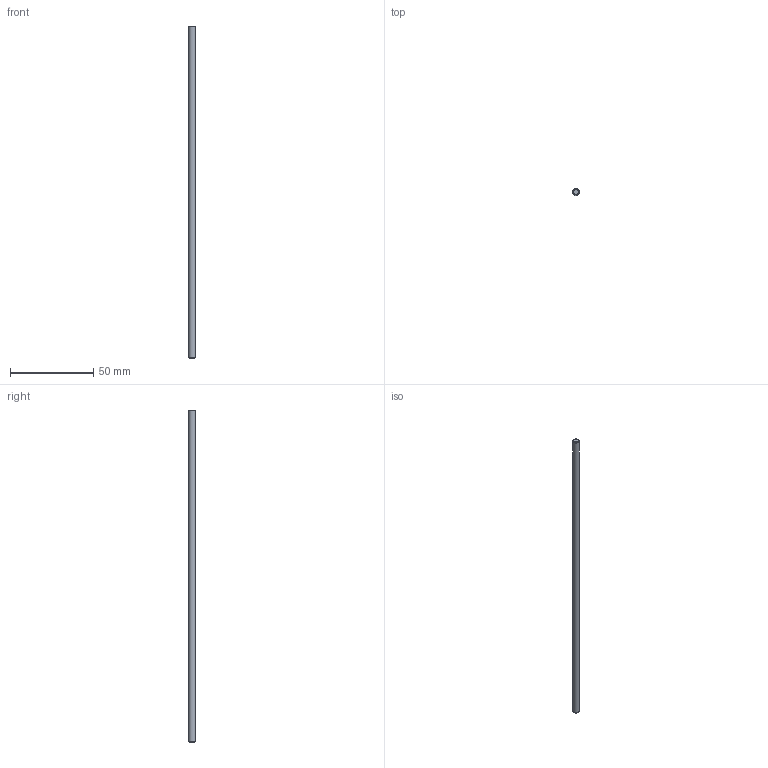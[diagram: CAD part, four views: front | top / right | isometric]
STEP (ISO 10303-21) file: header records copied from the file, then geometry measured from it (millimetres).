
FILE_DESCRIPTION(('FreeCAD Model'),'2;1');
FILE_NAME( 'Rod_200.step', '2021-07-27T15:06:57',('Author'),(''), 'Open CASCADE STEP processor 7.3','FreeCAD','Unknown');
FILE_SCHEMA(('AUTOMOTIVE_DESIGN { 1 0 10303 214 1 1 1 1 }'));
Length unit declared in the file: millimetre
Products named in the file (1): MetalRod1
Bounding box: 4 x 4 x 200 mm (x, y, z)
Volume: 2512 mm3; surface area: 2532.8 mm2
Topology: 1 solids, 1 shells, 5 faces, 7 edges, 4 vertices
Faces by surface type: torus 2, plane 2, cylinder 1
Full cylindrical faces by diameter (mm): 4 x1
Entity records: 245 total; most frequent: CARTESIAN_POINT 35, DIRECTION 35, ORIENTED_EDGE 14, PCURVE 14, DEFINITIONAL_REPRESENTATION 14, AXIS2_PLACEMENT_3D 12, LINE 9, VECTOR 9
